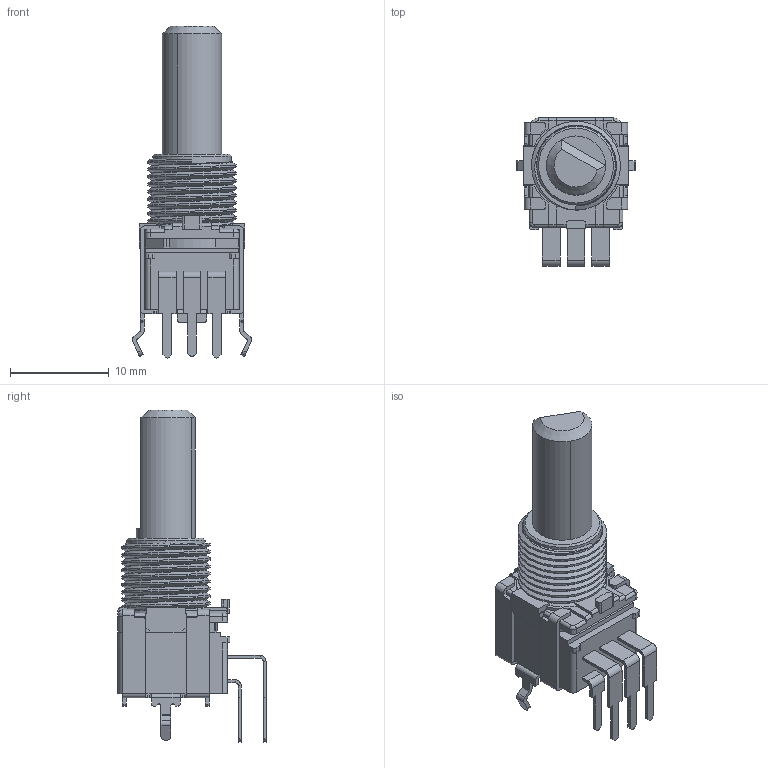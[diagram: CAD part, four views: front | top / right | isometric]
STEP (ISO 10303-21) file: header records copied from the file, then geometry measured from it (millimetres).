
FILE_DESCRIPTION (( 'STEP AP214' ), '1' );
FILE_NAME ('RK09L12-L20V.STEP', '2012-01-20T00:46:32', ( '' ), ( '' ), 'SwSTEP 2.0', 'SolidWorks 2010', '' );
FILE_SCHEMA (( 'AUTOMOTIVE_DESIGN' ));
Length unit declared in the file: millimetre
Products named in the file (1): RK09L12-L20V
Bounding box: 12.1 x 15 x 33.64 mm (x, y, z)
Volume: 1695.9 mm3; surface area: 1579.4 mm2
Topology: 1 solids, 1 shells, 451 faces, 1247 edges, 797 vertices
Faces by surface type: plane 281, cylinder 155, bspline 8, torus 4, cone 3
Entity records: 21930 total; most frequent: CARTESIAN_POINT 5446, ORIENTED_EDGE 2494, DIRECTION 2344, EDGE_CURVE 1247, VECTOR 886, LINE 886, VERTEX_POINT 797, AXIS2_PLACEMENT_3D 729
